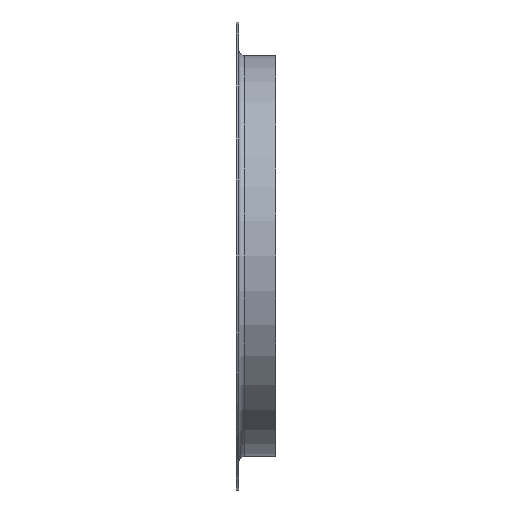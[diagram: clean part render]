
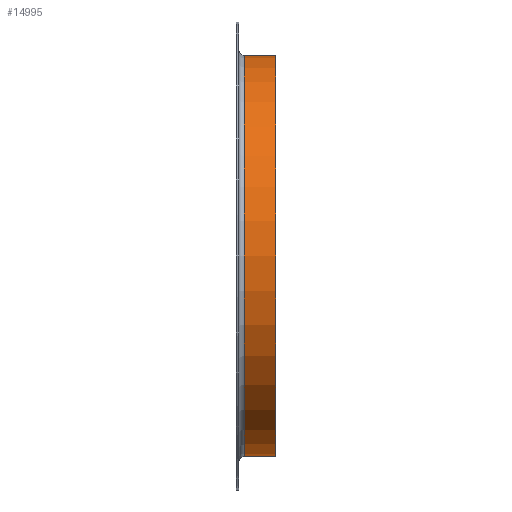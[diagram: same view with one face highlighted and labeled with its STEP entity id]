
A CAD part, front view. The second image highlights one B-rep face of the part: STEP entity #14995.
In plain terms, the highlighted cylindrical face has radius 228 mm (diameter 456 mm), a full revolution.
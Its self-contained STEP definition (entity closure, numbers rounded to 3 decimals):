
#2355 = CIRCLE ( 'NONE', #8715, 228. ) ;
#2609 = CARTESIAN_POINT ( 'NONE',  ( 0., 0., 0. ) ) ;
#4124 = DIRECTION ( 'NONE',  ( 0., 0., 1. ) ) ;
#4532 = EDGE_LOOP ( 'NONE', ( #9638 ) ) ;
#4656 = ORIENTED_EDGE ( 'NONE', *, *, #10993, .T. ) ;
#4674 = CARTESIAN_POINT ( 'NONE',  ( 9., 0., 228. ) ) ;
#4851 = DIRECTION ( 'NONE',  ( 0., 0., 1. ) ) ;
#5130 = AXIS2_PLACEMENT_3D ( 'NONE', #5159, #12651, #4124 ) ;
#5159 = CARTESIAN_POINT ( 'NONE',  ( 45., 0., 0. ) ) ;
#5785 = VERTEX_POINT ( 'NONE', #5871 ) ;
#5871 = CARTESIAN_POINT ( 'NONE',  ( 45., 0., 228. ) ) ;
#6563 = FACE_OUTER_BOUND ( 'NONE', #4532, .T. ) ;
#6886 = AXIS2_PLACEMENT_3D ( 'NONE', #2609, #7462, #12278 ) ;
#7462 = DIRECTION ( 'NONE',  ( -1., 0., 0. ) ) ;
#8715 = AXIS2_PLACEMENT_3D ( 'NONE', #11060, #14420, #4851 ) ;
#9198 = CIRCLE ( 'NONE', #5130, 228. ) ;
#9638 = ORIENTED_EDGE ( 'NONE', *, *, #11293, .F. ) ;
#10993 = EDGE_CURVE ( 'NONE', #5785, #5785, #9198, .T. ) ;
#11060 = CARTESIAN_POINT ( 'NONE',  ( 9., 0., 0. ) ) ;
#11177 = CYLINDRICAL_SURFACE ( 'NONE', #6886, 228. ) ;
#11293 = EDGE_CURVE ( 'NONE', #12913, #12913, #2355, .T. ) ;
#12278 = DIRECTION ( 'NONE',  ( 0., 0., 1. ) ) ;
#12651 = DIRECTION ( 'NONE',  ( -1., 0., 0. ) ) ;
#12913 = VERTEX_POINT ( 'NONE', #4674 ) ;
#13446 = FACE_OUTER_BOUND ( 'NONE', #15272, .T. ) ;
#14420 = DIRECTION ( 'NONE',  ( -1., 0., 0. ) ) ;
#14995 = ADVANCED_FACE ( 'NONE', ( #6563, #13446 ), #11177, .T. ) ;
#15272 = EDGE_LOOP ( 'NONE', ( #4656 ) ) ;
